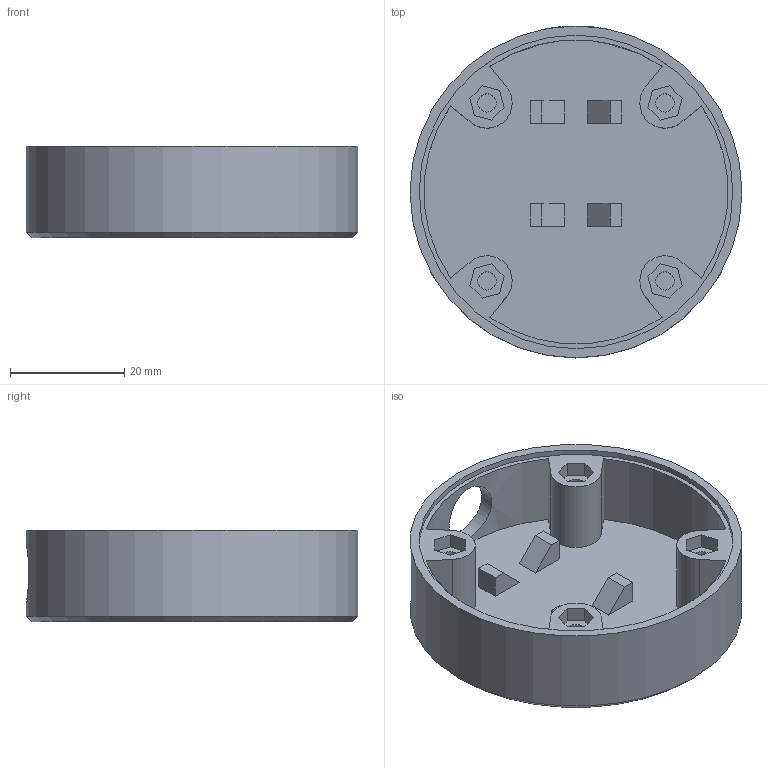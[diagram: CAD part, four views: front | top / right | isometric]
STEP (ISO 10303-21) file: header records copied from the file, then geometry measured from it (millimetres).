
FILE_DESCRIPTION(('FreeCAD Model'),'2;1');
FILE_NAME('laser_enclosure.step', '2016-03-12T14:51:31',('Author'),(''), 'Open CASCADE STEP processor 6.8','FreeCAD','Unknown');
FILE_SCHEMA(('AUTOMOTIVE_DESIGN_CC2 { 1 2 10303 214 -1 1 5 4 }'));
Length unit declared in the file: millimetre
Products named in the file (1): Laser_enclosure
Bounding box: 58 x 58 x 16 mm (x, y, z)
Volume: 14116.5 mm3; surface area: 11820.3 mm2
Topology: 1 solids, 1 shells, 80 faces, 193 edges, 129 vertices
Faces by surface type: plane 64, cylinder 15, cone 1
Full cylindrical faces by diameter (mm): 3.2 x4, 10.5 x1, 54.8 x1, 58 x1
Entity records: 6190 total; most frequent: CARTESIAN_POINT 2243, DIRECTION 724, LINE 496, VECTOR 496, ORIENTED_EDGE 386, PCURVE 386, DEFINITIONAL_REPRESENTATION 386, EDGE_CURVE 193
